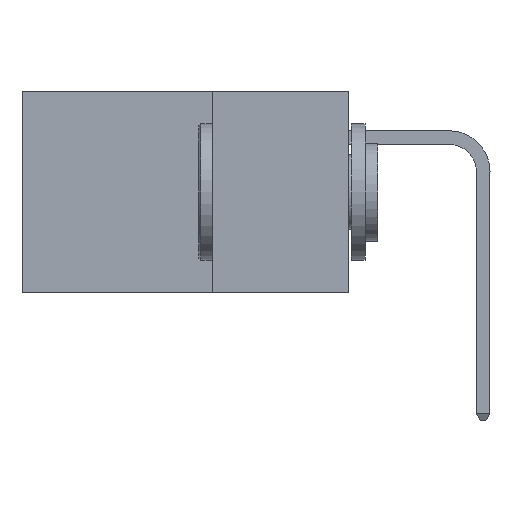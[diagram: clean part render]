
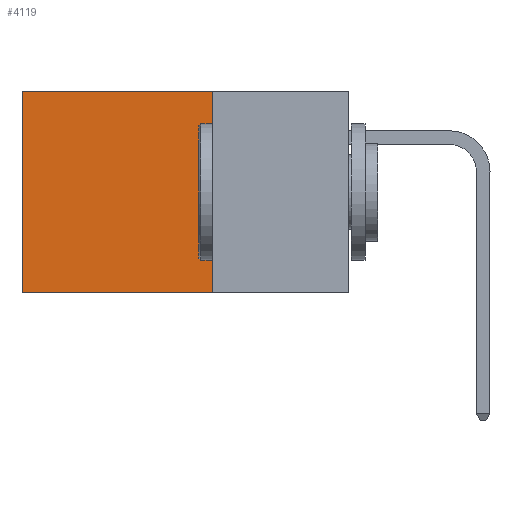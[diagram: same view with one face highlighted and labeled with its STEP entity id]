
A CAD part, left-side view. The second image highlights one B-rep face of the part: STEP entity #4119.
In plain terms, the highlighted planar face has unit normal (-1, 0, 0).
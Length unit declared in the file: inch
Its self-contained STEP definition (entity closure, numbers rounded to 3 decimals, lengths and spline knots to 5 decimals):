
#247 = DIRECTION ( 'NONE',  ( 0., 0., -1. ) ) ;
#4119 = ADVANCED_FACE ( 'NONE', ( #13624 ), #20357, .F. ) ;
#4895 = VECTOR ( 'NONE', #28504, 39.37008 ) ;
#5669 = VERTEX_POINT ( 'NONE', #31612 ) ;
#5722 = CARTESIAN_POINT ( 'NONE',  ( 0.2875, 0.6, -0.37 ) ) ;
#6557 = CARTESIAN_POINT ( 'NONE',  ( 0.2875, 0.25, 0. ) ) ;
#7731 = DIRECTION ( 'NONE',  ( 0., 0., -1. ) ) ;
#7741 = DIRECTION ( 'NONE',  ( 0., 1., 0. ) ) ;
#8287 = EDGE_LOOP ( 'NONE', ( #23966, #20505, #26704, #30512 ) ) ;
#8472 = EDGE_CURVE ( 'NONE', #10450, #16740, #8944, .T. ) ;
#8944 = LINE ( 'NONE', #13007, #21637 ) ;
#9101 = CARTESIAN_POINT ( 'NONE',  ( 0.2875, 0.6, 0. ) ) ;
#10180 = CARTESIAN_POINT ( 'NONE',  ( 0.2875, 0.25, 0. ) ) ;
#10450 = VERTEX_POINT ( 'NONE', #9101 ) ;
#13007 = CARTESIAN_POINT ( 'NONE',  ( 0.2875, 0.6, 0. ) ) ;
#13624 = FACE_OUTER_BOUND ( 'NONE', #8287, .T. ) ;
#15317 = CARTESIAN_POINT ( 'NONE',  ( 0.2875, 0.25, -0.37 ) ) ;
#16740 = VERTEX_POINT ( 'NONE', #5722 ) ;
#18614 = EDGE_CURVE ( 'NONE', #5669, #16740, #27247, .T. ) ;
#19292 = LINE ( 'NONE', #6557, #32762 ) ;
#19986 = LINE ( 'NONE', #25946, #4895 ) ;
#20357 = PLANE ( 'NONE',  #26847 ) ;
#20412 = VECTOR ( 'NONE', #7741, 39.37008 ) ;
#20505 = ORIENTED_EDGE ( 'NONE', *, *, #18614, .F. ) ;
#21637 = VECTOR ( 'NONE', #247, 39.37008 ) ;
#22946 = DIRECTION ( 'NONE',  ( 1., 0., 0. ) ) ;
#23966 = ORIENTED_EDGE ( 'NONE', *, *, #8472, .T. ) ;
#24907 = VERTEX_POINT ( 'NONE', #26941 ) ;
#25946 = CARTESIAN_POINT ( 'NONE',  ( 0.2875, 0.25, 0. ) ) ;
#26704 = ORIENTED_EDGE ( 'NONE', *, *, #32922, .F. ) ;
#26847 = AXIS2_PLACEMENT_3D ( 'NONE', #10180, #22946, #7731 ) ;
#26941 = CARTESIAN_POINT ( 'NONE',  ( 0.2875, 0.25, 0. ) ) ;
#26946 = DIRECTION ( 'NONE',  ( 0., 0., -1. ) ) ;
#27247 = LINE ( 'NONE', #15317, #20412 ) ;
#28106 = EDGE_CURVE ( 'NONE', #24907, #10450, #19986, .T. ) ;
#28504 = DIRECTION ( 'NONE',  ( 0., 1., 0. ) ) ;
#30512 = ORIENTED_EDGE ( 'NONE', *, *, #28106, .T. ) ;
#31612 = CARTESIAN_POINT ( 'NONE',  ( 0.2875, 0.25, -0.37 ) ) ;
#32762 = VECTOR ( 'NONE', #26946, 39.37008 ) ;
#32922 = EDGE_CURVE ( 'NONE', #24907, #5669, #19292, .T. ) ;
